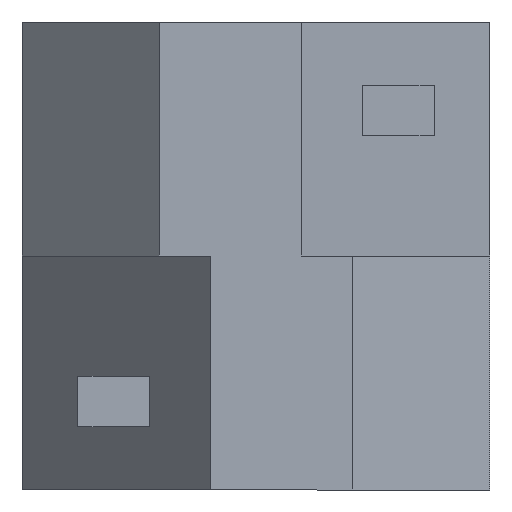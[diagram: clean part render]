
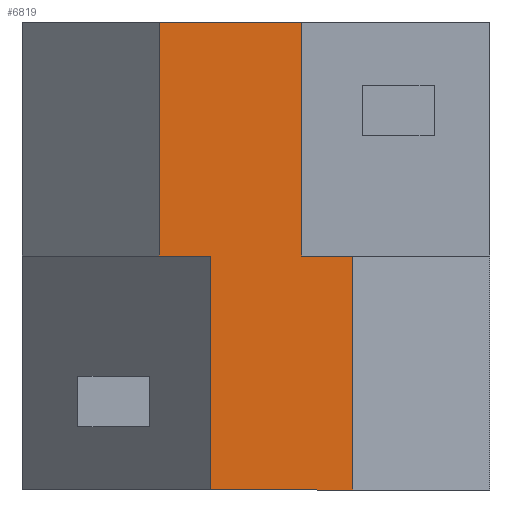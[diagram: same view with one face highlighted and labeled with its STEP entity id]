
A CAD part, front view. The second image highlights one B-rep face of the part: STEP entity #6819.
In plain terms, the highlighted planar face has unit normal (0, -1, 0).
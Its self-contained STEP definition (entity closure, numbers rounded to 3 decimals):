
#44 = DIRECTION ( 'NONE',  ( 0., 1., 0. ) ) ;
#286 = EDGE_CURVE ( 'NONE', #3495, #4859, #6634, .T. ) ;
#327 = CARTESIAN_POINT ( 'NONE',  ( -4.763, 0., 0. ) ) ;
#397 = DIRECTION ( 'NONE',  ( 1., 0., 0. ) ) ;
#414 = VERTEX_POINT ( 'NONE', #2245 ) ;
#422 = ORIENTED_EDGE ( 'NONE', *, *, #3755, .T. ) ;
#465 = CARTESIAN_POINT ( 'NONE',  ( -4.763, 0., 11.5 ) ) ;
#515 = VERTEX_POINT ( 'NONE', #2903 ) ;
#805 = LINE ( 'NONE', #5179, #6598 ) ;
#900 = ORIENTED_EDGE ( 'NONE', *, *, #2649, .F. ) ;
#1062 = LINE ( 'NONE', #5194, #1921 ) ;
#1163 = AXIS2_PLACEMENT_3D ( 'NONE', #465, #44, #4802 ) ;
#1167 = CARTESIAN_POINT ( 'NONE',  ( 4.763, 0., 0. ) ) ;
#1255 = EDGE_CURVE ( 'NONE', #3761, #1620, #805, .T. ) ;
#1545 = PLANE ( 'NONE',  #1163 ) ;
#1620 = VERTEX_POINT ( 'NONE', #1167 ) ;
#1655 = EDGE_CURVE ( 'NONE', #1690, #4226, #2848, .T. ) ;
#1690 = VERTEX_POINT ( 'NONE', #6642 ) ;
#1798 = CARTESIAN_POINT ( 'NONE',  ( 0., 0., 11.5 ) ) ;
#1813 = VECTOR ( 'NONE', #5469, 1000. ) ;
#1880 = ORIENTED_EDGE ( 'NONE', *, *, #1655, .F. ) ;
#1921 = VECTOR ( 'NONE', #4749, 1000. ) ;
#2021 = DIRECTION ( 'NONE',  ( 0., 0., -1. ) ) ;
#2245 = CARTESIAN_POINT ( 'NONE',  ( -2.25, 0., -11.5 ) ) ;
#2295 = EDGE_CURVE ( 'NONE', #414, #3495, #3576, .T. ) ;
#2301 = LINE ( 'NONE', #3386, #3611 ) ;
#2424 = DIRECTION ( 'NONE',  ( 0., 0., 1. ) ) ;
#2649 = EDGE_CURVE ( 'NONE', #1620, #515, #1062, .T. ) ;
#2848 = LINE ( 'NONE', #1798, #1813 ) ;
#2903 = CARTESIAN_POINT ( 'NONE',  ( 4.763, 0., -11.5 ) ) ;
#3121 = EDGE_CURVE ( 'NONE', #4859, #1690, #6557, .T. ) ;
#3386 = CARTESIAN_POINT ( 'NONE',  ( 0., 0., -11.5 ) ) ;
#3495 = VERTEX_POINT ( 'NONE', #6286 ) ;
#3576 = LINE ( 'NONE', #5140, #6152 ) ;
#3611 = VECTOR ( 'NONE', #4468, 1000. ) ;
#3755 = EDGE_CURVE ( 'NONE', #414, #515, #2301, .T. ) ;
#3761 = VERTEX_POINT ( 'NONE', #3943 ) ;
#3888 = CARTESIAN_POINT ( 'NONE',  ( -4.763, 0., 11.5 ) ) ;
#3904 = ORIENTED_EDGE ( 'NONE', *, *, #3121, .F. ) ;
#3943 = CARTESIAN_POINT ( 'NONE',  ( 2.25, 0., 0. ) ) ;
#3961 = VECTOR ( 'NONE', #2021, 1000. ) ;
#4058 = VECTOR ( 'NONE', #4078, 1000. ) ;
#4078 = DIRECTION ( 'NONE',  ( -1., 0., 0. ) ) ;
#4226 = VERTEX_POINT ( 'NONE', #6137 ) ;
#4365 = ORIENTED_EDGE ( 'NONE', *, *, #286, .F. ) ;
#4468 = DIRECTION ( 'NONE',  ( 1., 0., 0. ) ) ;
#4749 = DIRECTION ( 'NONE',  ( 0., 0., -1. ) ) ;
#4768 = FACE_OUTER_BOUND ( 'NONE', #5012, .T. ) ;
#4802 = DIRECTION ( 'NONE',  ( 0., 0., 1. ) ) ;
#4859 = VERTEX_POINT ( 'NONE', #6672 ) ;
#5012 = EDGE_LOOP ( 'NONE', ( #6355, #422, #900, #6182, #6618, #1880, #3904, #4365 ) ) ;
#5097 = LINE ( 'NONE', #6130, #3961 ) ;
#5140 = CARTESIAN_POINT ( 'NONE',  ( -2.25, 0., 11.5 ) ) ;
#5179 = CARTESIAN_POINT ( 'NONE',  ( -4.763, 0., 0. ) ) ;
#5194 = CARTESIAN_POINT ( 'NONE',  ( 4.763, 0., 11.5 ) ) ;
#5274 = VECTOR ( 'NONE', #2424, 1000. ) ;
#5451 = EDGE_CURVE ( 'NONE', #4226, #3761, #5097, .T. ) ;
#5469 = DIRECTION ( 'NONE',  ( 1., 0., 0. ) ) ;
#6130 = CARTESIAN_POINT ( 'NONE',  ( 2.25, 0., 11.5 ) ) ;
#6137 = CARTESIAN_POINT ( 'NONE',  ( 2.25, 0., 11.5 ) ) ;
#6152 = VECTOR ( 'NONE', #6181, 1000. ) ;
#6181 = DIRECTION ( 'NONE',  ( 0., 0., 1. ) ) ;
#6182 = ORIENTED_EDGE ( 'NONE', *, *, #1255, .F. ) ;
#6286 = CARTESIAN_POINT ( 'NONE',  ( -2.25, 0., 0. ) ) ;
#6355 = ORIENTED_EDGE ( 'NONE', *, *, #2295, .F. ) ;
#6557 = LINE ( 'NONE', #3888, #5274 ) ;
#6598 = VECTOR ( 'NONE', #397, 1000. ) ;
#6618 = ORIENTED_EDGE ( 'NONE', *, *, #5451, .F. ) ;
#6634 = LINE ( 'NONE', #327, #4058 ) ;
#6642 = CARTESIAN_POINT ( 'NONE',  ( -4.763, 0., 11.5 ) ) ;
#6672 = CARTESIAN_POINT ( 'NONE',  ( -4.763, 0., 0. ) ) ;
#6819 = ADVANCED_FACE ( 'NONE', ( #4768 ), #1545, .F. ) ;
